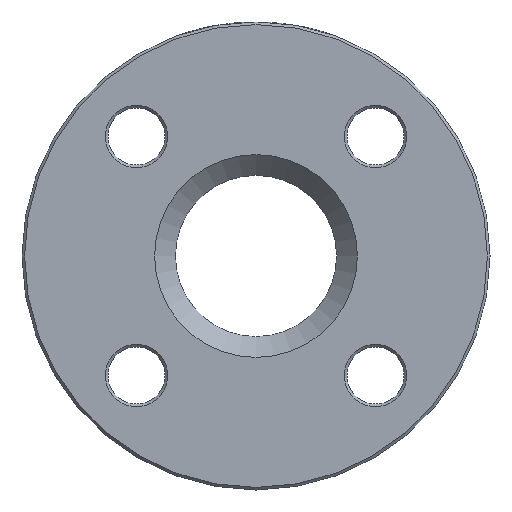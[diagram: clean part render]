
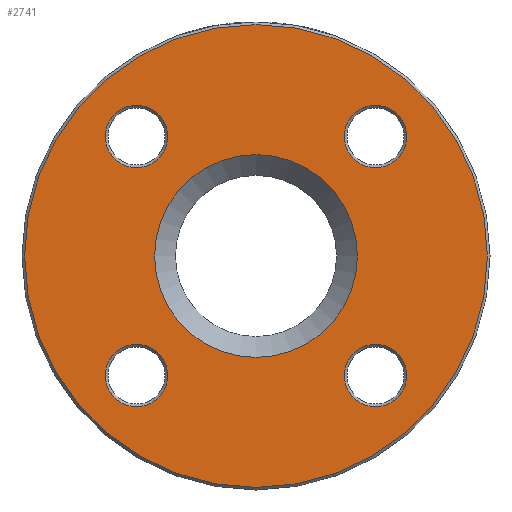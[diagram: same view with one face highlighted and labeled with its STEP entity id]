
A CAD part, left-side view. The second image highlights one B-rep face of the part: STEP entity #2741.
In plain terms, the highlighted planar face has unit normal (-1, 0, 0).
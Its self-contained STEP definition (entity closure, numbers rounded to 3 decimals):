
#39 = VERTEX_POINT ( 'NONE', #1929 ) ;
#59 = VERTEX_POINT ( 'NONE', #1973 ) ;
#171 = DIRECTION ( 'NONE',  ( 1., 0., 0. ) ) ;
#232 = DIRECTION ( 'NONE',  ( 0., 0., -1. ) ) ;
#302 = CIRCLE ( 'NONE', #3397, 44.5 ) ;
#332 = CARTESIAN_POINT ( 'NONE',  ( 0., -22.981, 22.981 ) ) ;
#346 = CARTESIAN_POINT ( 'NONE',  ( 0., -22.981, 16.981 ) ) ;
#401 = EDGE_CURVE ( 'NONE', #719, #719, #726, .T. ) ;
#487 = CARTESIAN_POINT ( 'NONE',  ( 0., 22.981, 16.981 ) ) ;
#551 = ORIENTED_EDGE ( 'NONE', *, *, #611, .T. ) ;
#611 = EDGE_CURVE ( 'NONE', #39, #39, #302, .T. ) ;
#700 = VERTEX_POINT ( 'NONE', #1638 ) ;
#719 = VERTEX_POINT ( 'NONE', #346 ) ;
#726 = CIRCLE ( 'NONE', #1506, 6. ) ;
#836 = FACE_BOUND ( 'NONE', #3635, .T. ) ;
#891 = CARTESIAN_POINT ( 'NONE',  ( 0., 22.981, 22.981 ) ) ;
#996 = ORIENTED_EDGE ( 'NONE', *, *, #1361, .T. ) ;
#1041 = CIRCLE ( 'NONE', #2785, 19.5 ) ;
#1137 = FACE_BOUND ( 'NONE', #2450, .T. ) ;
#1361 = EDGE_CURVE ( 'NONE', #700, #700, #1041, .T. ) ;
#1394 = VERTEX_POINT ( 'NONE', #487 ) ;
#1408 = PLANE ( 'NONE',  #3242 ) ;
#1419 = CARTESIAN_POINT ( 'NONE',  ( 0., 22.981, -28.981 ) ) ;
#1441 = AXIS2_PLACEMENT_3D ( 'NONE', #3354, #171, #3334 ) ;
#1506 = AXIS2_PLACEMENT_3D ( 'NONE', #332, #2193, #1875 ) ;
#1629 = CARTESIAN_POINT ( 'NONE',  ( 0., 0., 0. ) ) ;
#1638 = CARTESIAN_POINT ( 'NONE',  ( 0., 0., -19.5 ) ) ;
#1651 = DIRECTION ( 'NONE',  ( 1., 0., 0. ) ) ;
#1715 = DIRECTION ( 'NONE',  ( -1., 0., 0. ) ) ;
#1826 = EDGE_LOOP ( 'NONE', ( #3335 ) ) ;
#1875 = DIRECTION ( 'NONE',  ( 0., 0., -1. ) ) ;
#1929 = CARTESIAN_POINT ( 'NONE',  ( 0., 0., -44.5 ) ) ;
#1948 = EDGE_CURVE ( 'NONE', #59, #59, #3249, .T. ) ;
#1973 = CARTESIAN_POINT ( 'NONE',  ( 0., -22.981, -28.981 ) ) ;
#1989 = AXIS2_PLACEMENT_3D ( 'NONE', #891, #2149, #3445 ) ;
#2054 = ORIENTED_EDGE ( 'NONE', *, *, #3395, .T. ) ;
#2149 = DIRECTION ( 'NONE',  ( 1., 0., 0. ) ) ;
#2193 = DIRECTION ( 'NONE',  ( 1., 0., 0. ) ) ;
#2355 = FACE_BOUND ( 'NONE', #3022, .T. ) ;
#2399 = CARTESIAN_POINT ( 'NONE',  ( 0., 0., 0. ) ) ;
#2422 = DIRECTION ( 'NONE',  ( 1., 0., 0. ) ) ;
#2450 = EDGE_LOOP ( 'NONE', ( #2054 ) ) ;
#2483 = ORIENTED_EDGE ( 'NONE', *, *, #401, .T. ) ;
#2665 = AXIS2_PLACEMENT_3D ( 'NONE', #3102, #2786, #232 ) ;
#2704 = CARTESIAN_POINT ( 'NONE',  ( 0., 15.5, 0. ) ) ;
#2730 = FACE_BOUND ( 'NONE', #1826, .T. ) ;
#2741 = ADVANCED_FACE ( 'NONE', ( #836, #3338, #2355, #2730, #1137, #3647 ), #1408, .F. ) ;
#2785 = AXIS2_PLACEMENT_3D ( 'NONE', #1629, #1651, #2920 ) ;
#2786 = DIRECTION ( 'NONE',  ( 1., 0., 0. ) ) ;
#2872 = CIRCLE ( 'NONE', #2665, 6. ) ;
#2920 = DIRECTION ( 'NONE',  ( 0., 0., -1. ) ) ;
#2995 = DIRECTION ( 'NONE',  ( 0., 0., -1. ) ) ;
#3022 = EDGE_LOOP ( 'NONE', ( #2483 ) ) ;
#3054 = VERTEX_POINT ( 'NONE', #1419 ) ;
#3102 = CARTESIAN_POINT ( 'NONE',  ( 0., 22.981, -22.981 ) ) ;
#3111 = EDGE_LOOP ( 'NONE', ( #3457 ) ) ;
#3242 = AXIS2_PLACEMENT_3D ( 'NONE', #2704, #2422, #3955 ) ;
#3249 = CIRCLE ( 'NONE', #1441, 6. ) ;
#3277 = CIRCLE ( 'NONE', #1989, 6. ) ;
#3334 = DIRECTION ( 'NONE',  ( 0., 0., -1. ) ) ;
#3335 = ORIENTED_EDGE ( 'NONE', *, *, #1948, .T. ) ;
#3338 = FACE_OUTER_BOUND ( 'NONE', #3674, .T. ) ;
#3354 = CARTESIAN_POINT ( 'NONE',  ( 0., -22.981, -22.981 ) ) ;
#3395 = EDGE_CURVE ( 'NONE', #3054, #3054, #2872, .T. ) ;
#3397 = AXIS2_PLACEMENT_3D ( 'NONE', #2399, #1715, #2995 ) ;
#3421 = EDGE_CURVE ( 'NONE', #1394, #1394, #3277, .T. ) ;
#3445 = DIRECTION ( 'NONE',  ( 0., 0., -1. ) ) ;
#3457 = ORIENTED_EDGE ( 'NONE', *, *, #3421, .T. ) ;
#3635 = EDGE_LOOP ( 'NONE', ( #996 ) ) ;
#3647 = FACE_BOUND ( 'NONE', #3111, .T. ) ;
#3674 = EDGE_LOOP ( 'NONE', ( #551 ) ) ;
#3955 = DIRECTION ( 'NONE',  ( 0., 0., -1. ) ) ;
